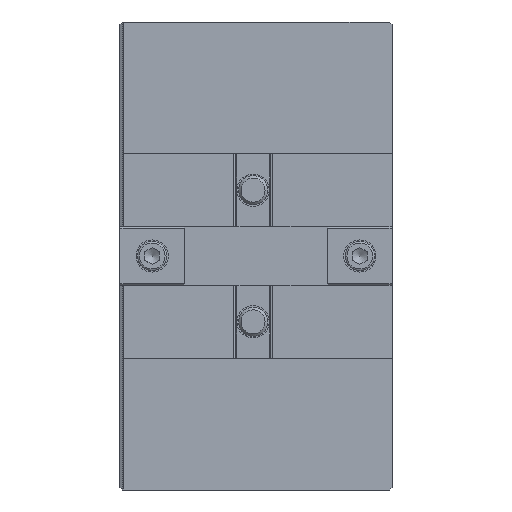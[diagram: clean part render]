
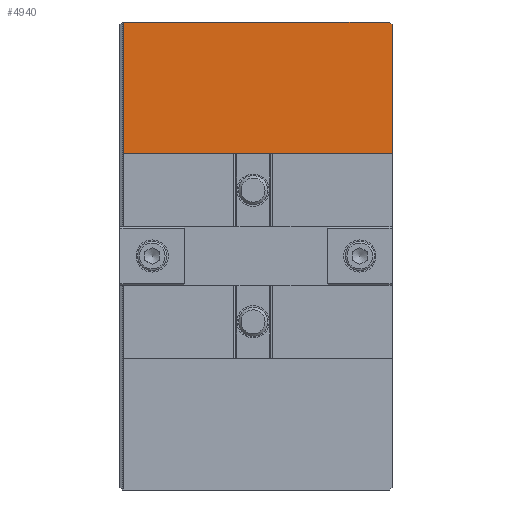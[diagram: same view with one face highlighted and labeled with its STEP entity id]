
A CAD part, left-side view. The second image highlights one B-rep face of the part: STEP entity #4940.
In plain terms, the highlighted planar face has unit normal (-1, 0, 0).
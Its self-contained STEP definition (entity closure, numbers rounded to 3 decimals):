
#183=FACE_OUTER_BOUND('',#458,.T.);
#458=EDGE_LOOP('',(#3369,#3370,#3371,#3372,#3373));
#956=LINE('',#7291,#1495);
#1038=LINE('',#7455,#1577);
#1040=LINE('',#7459,#1579);
#1041=LINE('',#7461,#1580);
#1042=LINE('',#7462,#1581);
#1495=VECTOR('',#5871,10.);
#1577=VECTOR('',#6027,10.);
#1579=VECTOR('',#6031,10.);
#1580=VECTOR('',#6032,10.);
#1581=VECTOR('',#6033,10.);
#2046=VERTEX_POINT('',#7288);
#2047=VERTEX_POINT('',#7290);
#2092=VERTEX_POINT('',#7454);
#2093=VERTEX_POINT('',#7458);
#2094=VERTEX_POINT('',#7460);
#2513=EDGE_CURVE('',#2046,#2047,#956,.T.);
#2602=EDGE_CURVE('',#2047,#2092,#1038,.T.);
#2604=EDGE_CURVE('',#2046,#2093,#1040,.T.);
#2605=EDGE_CURVE('',#2094,#2093,#1041,.T.);
#2606=EDGE_CURVE('',#2092,#2094,#1042,.T.);
#3369=ORIENTED_EDGE('',*,*,#2602,.F.);
#3370=ORIENTED_EDGE('',*,*,#2513,.F.);
#3371=ORIENTED_EDGE('',*,*,#2604,.T.);
#3372=ORIENTED_EDGE('',*,*,#2605,.F.);
#3373=ORIENTED_EDGE('',*,*,#2606,.F.);
#4454=PLANE('',#5293);
#4940=ADVANCED_FACE('',(#183),#4454,.F.);
#5293=AXIS2_PLACEMENT_3D('',#7457,#6029,#6030);
#5871=DIRECTION('',(0.,-1.,0.));
#6027=DIRECTION('',(0.,-0.707,-0.707));
#6029=DIRECTION('center_axis',(1.,0.,0.));
#6030=DIRECTION('ref_axis',(0.,0.,-1.));
#6031=DIRECTION('',(0.,0.,-1.));
#6032=DIRECTION('',(0.,1.,0.));
#6033=DIRECTION('',(0.,0.,-1.));
#7288=CARTESIAN_POINT('',(2.,91.8,160.));
#7290=CARTESIAN_POINT('',(2.,1.,160.));
#7291=CARTESIAN_POINT('',(2.,26.111,160.));
#7454=CARTESIAN_POINT('',(2.,0.,159.));
#7455=CARTESIAN_POINT('',(2.,-10.75,148.25));
#7457=CARTESIAN_POINT('Origin',(2.,0.,115.));
#7458=CARTESIAN_POINT('',(2.,91.8,115.));
#7459=CARTESIAN_POINT('',(2.,91.8,57.5));
#7460=CARTESIAN_POINT('',(2.,0.,115.));
#7461=CARTESIAN_POINT('',(2.,0.,115.));
#7462=CARTESIAN_POINT('',(2.,0.,57.5));
